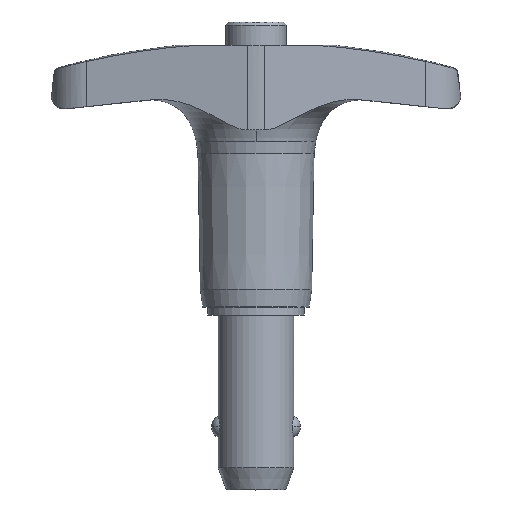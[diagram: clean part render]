
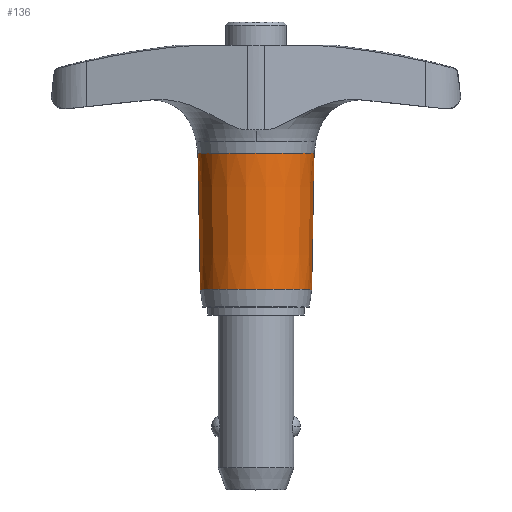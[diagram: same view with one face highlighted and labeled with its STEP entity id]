
A CAD part, top view. The second image highlights one B-rep face of the part: STEP entity #136.
In plain terms, the highlighted conical face has half-angle 1 degrees and reference radius 7.149 mm.
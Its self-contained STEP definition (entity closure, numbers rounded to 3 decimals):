
#136=ADVANCED_FACE('',(#321),#322,.T.);
#321=FACE_OUTER_BOUND('',#556,.T.);
#322=CONICAL_SURFACE('',#557,7.15,0.017);
#556=EDGE_LOOP('',(#922,#923,#924,#925));
#557=AXIS2_PLACEMENT_3D('',#926,#927,#928);
#922=ORIENTED_EDGE('',*,*,#1564,.T.);
#923=ORIENTED_EDGE('',*,*,#1565,.F.);
#924=ORIENTED_EDGE('',*,*,#1566,.T.);
#925=ORIENTED_EDGE('',*,*,#1567,.T.);
#926=CARTESIAN_POINT('',(0.0,11.781,0.0));
#927=DIRECTION('',(-0.0,1.0,-0.0));
#928=DIRECTION('',(1.0,0.0,0.0));
#1564=EDGE_CURVE('',#1797,#1936,#1937,.T.);
#1565=EDGE_CURVE('',#1938,#1936,#1939,.T.);
#1566=EDGE_CURVE('',#1938,#1801,#1940,.T.);
#1567=EDGE_CURVE('',#1801,#1797,#1941,.T.);
#1797=VERTEX_POINT('',#2469);
#1801=VERTEX_POINT('',#2474);
#1936=VERTEX_POINT('',#3075);
#1937=LINE('',#3076,#3077);
#1938=VERTEX_POINT('',#3078);
#1939=CIRCLE('',#3079,7.299);
#1940=LINE('',#3080,#3081);
#1941=CIRCLE('',#3082,7.);
#2469=CARTESIAN_POINT('',(7.,3.216,0.0));
#2474=CARTESIAN_POINT('',(-7.,3.216,0.));
#3075=CARTESIAN_POINT('',(7.299,20.346,0.));
#3076=CARTESIAN_POINT('',(7.15,11.781,0.));
#3077=VECTOR('',#4046,1.0);
#3078=CARTESIAN_POINT('',(-7.299,20.346,0.0));
#3079=AXIS2_PLACEMENT_3D('',#4047,#4048,#4049);
#3080=CARTESIAN_POINT('',(-7.15,11.781,0.));
#3081=VECTOR('',#4050,1.0);
#3082=AXIS2_PLACEMENT_3D('',#4051,#4052,#4053);
#4046=DIRECTION('',(0.017,1.,0.));
#4047=CARTESIAN_POINT('',(0.0,20.346,0.0));
#4048=DIRECTION('',(0.0,1.0,0.0));
#4049=DIRECTION('',(-1.0,0.0,0.0));
#4050=DIRECTION('',(0.017,-1.,0.));
#4051=CARTESIAN_POINT('',(0.0,3.216,0.0));
#4052=DIRECTION('',(-0.0,1.0,0.0));
#4053=DIRECTION('',(1.0,0.0,0.0));
